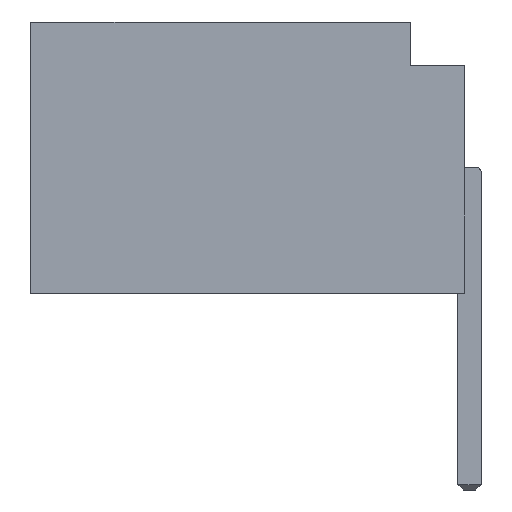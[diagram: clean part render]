
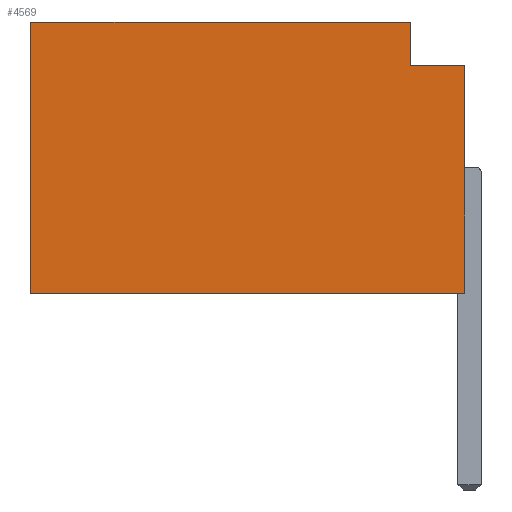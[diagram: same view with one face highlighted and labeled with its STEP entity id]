
A CAD part, left-side view. The second image highlights one B-rep face of the part: STEP entity #4569.
In plain terms, the highlighted planar face has unit normal (-1, 0, 0).
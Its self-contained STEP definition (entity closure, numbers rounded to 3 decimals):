
#53 = CARTESIAN_POINT ( 'NONE',  ( 0., 1., 0. ) ) ;
#143 = VERTEX_POINT ( 'NONE', #3160 ) ;
#159 = VECTOR ( 'NONE', #2275, 1000. ) ;
#172 = ORIENTED_EDGE ( 'NONE', *, *, #3382, .F. ) ;
#356 = DIRECTION ( 'NONE',  ( 0., -1., 0. ) ) ;
#410 = VECTOR ( 'NONE', #1320, 1000. ) ;
#623 = CARTESIAN_POINT ( 'NONE',  ( 0., 0., 0. ) ) ;
#735 = CARTESIAN_POINT ( 'NONE',  ( 0., 0., -5. ) ) ;
#800 = VERTEX_POINT ( 'NONE', #5266 ) ;
#1121 = VERTEX_POINT ( 'NONE', #5469 ) ;
#1135 = CARTESIAN_POINT ( 'NONE',  ( 0., 8., -5. ) ) ;
#1293 = CARTESIAN_POINT ( 'NONE',  ( 0., 1., 0. ) ) ;
#1320 = DIRECTION ( 'NONE',  ( 0., 0., 1. ) ) ;
#1477 = DIRECTION ( 'NONE',  ( 0., 0., 1. ) ) ;
#1494 = CARTESIAN_POINT ( 'NONE',  ( 0., 8., 0. ) ) ;
#1539 = VECTOR ( 'NONE', #1477, 1000. ) ;
#1612 = ORIENTED_EDGE ( 'NONE', *, *, #3894, .T. ) ;
#1652 = EDGE_CURVE ( 'NONE', #5149, #3637, #3471, .T. ) ;
#1686 = EDGE_CURVE ( 'NONE', #800, #3637, #4329, .T. ) ;
#1848 = ORIENTED_EDGE ( 'NONE', *, *, #1686, .T. ) ;
#2012 = VERTEX_POINT ( 'NONE', #735 ) ;
#2107 = ORIENTED_EDGE ( 'NONE', *, *, #1652, .F. ) ;
#2188 = PLANE ( 'NONE',  #2474 ) ;
#2216 = CARTESIAN_POINT ( 'NONE',  ( 0., 8., 0. ) ) ;
#2275 = DIRECTION ( 'NONE',  ( 0., 0., 1. ) ) ;
#2304 = LINE ( 'NONE', #623, #1539 ) ;
#2435 = VECTOR ( 'NONE', #5345, 1000. ) ;
#2474 = AXIS2_PLACEMENT_3D ( 'NONE', #2216, #3468, #5222 ) ;
#2481 = ORIENTED_EDGE ( 'NONE', *, *, #3912, .T. ) ;
#2646 = DIRECTION ( 'NONE',  ( 0., -1., 0. ) ) ;
#3114 = LINE ( 'NONE', #5199, #159 ) ;
#3160 = CARTESIAN_POINT ( 'NONE',  ( 0., 0., -0.8 ) ) ;
#3202 = CARTESIAN_POINT ( 'NONE',  ( 0., 0., -0.8 ) ) ;
#3285 = LINE ( 'NONE', #3202, #2435 ) ;
#3382 = EDGE_CURVE ( 'NONE', #1121, #5149, #3114, .T. ) ;
#3468 = DIRECTION ( 'NONE',  ( 1., 0., 0. ) ) ;
#3471 = LINE ( 'NONE', #3867, #3964 ) ;
#3485 = EDGE_CURVE ( 'NONE', #2012, #143, #2304, .T. ) ;
#3637 = VERTEX_POINT ( 'NONE', #53 ) ;
#3856 = VECTOR ( 'NONE', #356, 1000. ) ;
#3867 = CARTESIAN_POINT ( 'NONE',  ( 0., 8., 0. ) ) ;
#3894 = EDGE_CURVE ( 'NONE', #143, #800, #3285, .T. ) ;
#3912 = EDGE_CURVE ( 'NONE', #1121, #2012, #4051, .T. ) ;
#3955 = FACE_OUTER_BOUND ( 'NONE', #4520, .T. ) ;
#3964 = VECTOR ( 'NONE', #2646, 1000. ) ;
#4051 = LINE ( 'NONE', #1135, #3856 ) ;
#4329 = LINE ( 'NONE', #1293, #410 ) ;
#4357 = ORIENTED_EDGE ( 'NONE', *, *, #3485, .T. ) ;
#4520 = EDGE_LOOP ( 'NONE', ( #1612, #1848, #2107, #172, #2481, #4357 ) ) ;
#4569 = ADVANCED_FACE ( 'NONE', ( #3955 ), #2188, .F. ) ;
#5149 = VERTEX_POINT ( 'NONE', #1494 ) ;
#5199 = CARTESIAN_POINT ( 'NONE',  ( 0., 8., 0. ) ) ;
#5222 = DIRECTION ( 'NONE',  ( 0., 0., -1. ) ) ;
#5266 = CARTESIAN_POINT ( 'NONE',  ( 0., 1., -0.8 ) ) ;
#5345 = DIRECTION ( 'NONE',  ( 0., 1., 0. ) ) ;
#5469 = CARTESIAN_POINT ( 'NONE',  ( 0., 8., -5. ) ) ;
